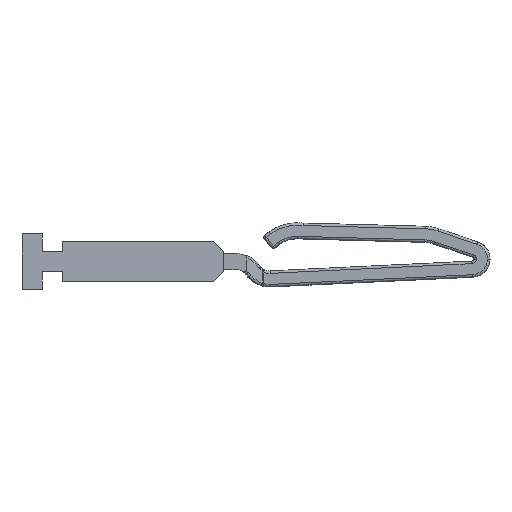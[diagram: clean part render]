
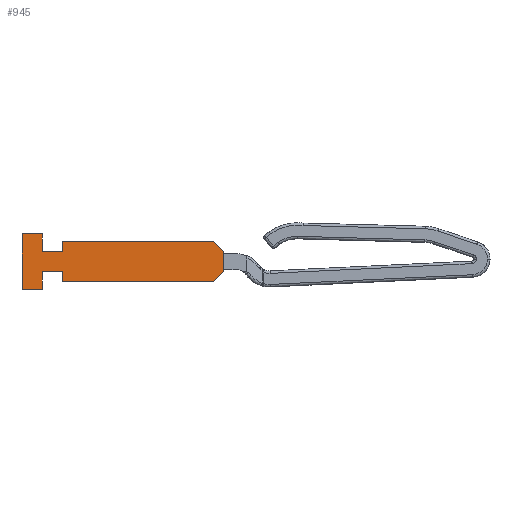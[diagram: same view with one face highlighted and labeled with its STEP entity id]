
A CAD part, left-side view. The second image highlights one B-rep face of the part: STEP entity #945.
In plain terms, the highlighted planar face has unit normal (-1, 0, 0).
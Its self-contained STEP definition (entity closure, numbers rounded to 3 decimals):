
#79 = LINE ( 'NONE', #8657, #8799 ) ;
#188 = LINE ( 'NONE', #9807, #8380 ) ;
#319 = EDGE_CURVE ( 'NONE', #2748, #3691, #6603, .T. ) ;
#322 = VERTEX_POINT ( 'NONE', #4656 ) ;
#554 = ORIENTED_EDGE ( 'NONE', *, *, #8966, .F. ) ;
#658 = FACE_OUTER_BOUND ( 'NONE', #5984, .T. ) ;
#901 = EDGE_CURVE ( 'NONE', #8696, #5671, #7394, .T. ) ;
#910 = CARTESIAN_POINT ( 'NONE',  ( -1.75, 11.206, 0.164 ) ) ;
#945 = ADVANCED_FACE ( 'NONE', ( #658 ), #7430, .T. ) ;
#1033 = EDGE_CURVE ( 'NONE', #8337, #8696, #10267, .T. ) ;
#1180 = EDGE_CURVE ( 'NONE', #322, #8337, #4200, .T. ) ;
#1256 = CARTESIAN_POINT ( 'NONE',  ( -1.75, 3.206, -0.836 ) ) ;
#1266 = CARTESIAN_POINT ( 'NONE',  ( -1.75, 11.206, -0.836 ) ) ;
#1314 = ORIENTED_EDGE ( 'NONE', *, *, #901, .F. ) ;
#1327 = CARTESIAN_POINT ( 'NONE',  ( -1.75, 12.206, -0.836 ) ) ;
#1346 = EDGE_CURVE ( 'NONE', #5080, #322, #8986, .T. ) ;
#1352 = VERTEX_POINT ( 'NONE', #3150 ) ;
#1448 = VERTEX_POINT ( 'NONE', #8573 ) ;
#1544 = DIRECTION ( 'NONE',  ( 0., 0., 1. ) ) ;
#1590 = ORIENTED_EDGE ( 'NONE', *, *, #6511, .F. ) ;
#1607 = ORIENTED_EDGE ( 'NONE', *, *, #7254, .F. ) ;
#1767 = ORIENTED_EDGE ( 'NONE', *, *, #1033, .F. ) ;
#1780 = DIRECTION ( 'NONE',  ( 0., 0., 1. ) ) ;
#1903 = DIRECTION ( 'NONE',  ( 0., 1., 0. ) ) ;
#1970 = VECTOR ( 'NONE', #9698, 1000. ) ;
#1974 = VECTOR ( 'NONE', #1903, 1000. ) ;
#2182 = DIRECTION ( 'NONE',  ( -1., 0., 0. ) ) ;
#2352 = CARTESIAN_POINT ( 'NONE',  ( -1.75, 12.206, 1.039 ) ) ;
#2687 = ORIENTED_EDGE ( 'NONE', *, *, #319, .T. ) ;
#2748 = VERTEX_POINT ( 'NONE', #4988 ) ;
#2758 = VECTOR ( 'NONE', #4646, 1000. ) ;
#2884 = VECTOR ( 'NONE', #4908, 1000. ) ;
#2940 = VERTEX_POINT ( 'NONE', #6873 ) ;
#3003 = CARTESIAN_POINT ( 'NONE',  ( -1.75, 3.706, -1.336 ) ) ;
#3150 = CARTESIAN_POINT ( 'NONE',  ( -1.75, 11.206, 0.664 ) ) ;
#3210 = CARTESIAN_POINT ( 'NONE',  ( -1.75, 12.206, 0.164 ) ) ;
#3447 = CARTESIAN_POINT ( 'NONE',  ( -1.75, 13.206, 1.039 ) ) ;
#3579 = DIRECTION ( 'NONE',  ( 0., -0.707, -0.707 ) ) ;
#3602 = AXIS2_PLACEMENT_3D ( 'NONE', #7214, #2182, #8066 ) ;
#3691 = VERTEX_POINT ( 'NONE', #4095 ) ;
#3749 = CARTESIAN_POINT ( 'NONE',  ( -1.75, 11.206, 0.164 ) ) ;
#3788 = CARTESIAN_POINT ( 'NONE',  ( -1.75, 12.206, -1.711 ) ) ;
#3790 = DIRECTION ( 'NONE',  ( 0., 0., -1. ) ) ;
#3898 = EDGE_CURVE ( 'NONE', #6641, #3691, #8711, .T. ) ;
#4095 = CARTESIAN_POINT ( 'NONE',  ( -1.75, 11.206, -1.336 ) ) ;
#4200 = LINE ( 'NONE', #3788, #1970 ) ;
#4388 = CARTESIAN_POINT ( 'NONE',  ( -1.75, 3.706, -1.336 ) ) ;
#4646 = DIRECTION ( 'NONE',  ( 0., 0., -1. ) ) ;
#4656 = CARTESIAN_POINT ( 'NONE',  ( -1.75, 12.206, -1.711 ) ) ;
#4673 = VECTOR ( 'NONE', #8828, 1000. ) ;
#4908 = DIRECTION ( 'NONE',  ( 0., 0., -1. ) ) ;
#4950 = LINE ( 'NONE', #5379, #6670 ) ;
#4988 = CARTESIAN_POINT ( 'NONE',  ( -1.75, 11.206, -0.836 ) ) ;
#4990 = LINE ( 'NONE', #1256, #2758 ) ;
#5021 = ORIENTED_EDGE ( 'NONE', *, *, #7092, .F. ) ;
#5080 = VERTEX_POINT ( 'NONE', #1327 ) ;
#5122 = VECTOR ( 'NONE', #9929, 1000. ) ;
#5227 = ORIENTED_EDGE ( 'NONE', *, *, #1346, .F. ) ;
#5337 = CARTESIAN_POINT ( 'NONE',  ( -1.75, 13.206, -1.711 ) ) ;
#5379 = CARTESIAN_POINT ( 'NONE',  ( -1.75, 3.706, 0.664 ) ) ;
#5477 = VECTOR ( 'NONE', #5989, 1000. ) ;
#5511 = DIRECTION ( 'NONE',  ( 0., -1., 0. ) ) ;
#5667 = DIRECTION ( 'NONE',  ( 0., 0., -1. ) ) ;
#5671 = VERTEX_POINT ( 'NONE', #10159 ) ;
#5694 = EDGE_CURVE ( 'NONE', #5080, #2748, #7741, .T. ) ;
#5771 = ORIENTED_EDGE ( 'NONE', *, *, #5694, .T. ) ;
#5984 = EDGE_LOOP ( 'NONE', ( #5771, #2687, #9080, #1590, #554, #9510, #8433, #8012, #5021, #1607, #1314, #1767, #9165, #5227 ) ) ;
#5989 = DIRECTION ( 'NONE',  ( 0., -1., 0. ) ) ;
#6052 = VECTOR ( 'NONE', #1544, 1000. ) ;
#6084 = EDGE_CURVE ( 'NONE', #2940, #6439, #6260, .T. ) ;
#6223 = EDGE_CURVE ( 'NONE', #1352, #2940, #4950, .T. ) ;
#6260 = LINE ( 'NONE', #6963, #6531 ) ;
#6379 = EDGE_CURVE ( 'NONE', #9413, #1352, #7855, .T. ) ;
#6439 = VERTEX_POINT ( 'NONE', #6885 ) ;
#6511 = EDGE_CURVE ( 'NONE', #1448, #6641, #79, .T. ) ;
#6531 = VECTOR ( 'NONE', #3579, 1000. ) ;
#6574 = CARTESIAN_POINT ( 'NONE',  ( -1.75, 13.206, -1.711 ) ) ;
#6603 = LINE ( 'NONE', #1266, #9507 ) ;
#6641 = VERTEX_POINT ( 'NONE', #3003 ) ;
#6670 = VECTOR ( 'NONE', #5511, 1000. ) ;
#6798 = CARTESIAN_POINT ( 'NONE',  ( -1.75, 11.206, -0.836 ) ) ;
#6873 = CARTESIAN_POINT ( 'NONE',  ( -1.75, 3.706, 0.664 ) ) ;
#6885 = CARTESIAN_POINT ( 'NONE',  ( -1.75, 3.206, 0.164 ) ) ;
#6916 = LINE ( 'NONE', #3749, #4673 ) ;
#6963 = CARTESIAN_POINT ( 'NONE',  ( -1.75, 3.206, 0.164 ) ) ;
#7092 = EDGE_CURVE ( 'NONE', #10052, #9413, #6916, .T. ) ;
#7214 = CARTESIAN_POINT ( 'NONE',  ( -1.75, 0., 0. ) ) ;
#7254 = EDGE_CURVE ( 'NONE', #5671, #10052, #188, .T. ) ;
#7394 = LINE ( 'NONE', #2352, #5122 ) ;
#7430 = PLANE ( 'NONE',  #3602 ) ;
#7609 = VECTOR ( 'NONE', #1780, 1000. ) ;
#7741 = LINE ( 'NONE', #6798, #5477 ) ;
#7855 = LINE ( 'NONE', #910, #7609 ) ;
#8012 = ORIENTED_EDGE ( 'NONE', *, *, #6379, .F. ) ;
#8066 = DIRECTION ( 'NONE',  ( 0., 0., 1. ) ) ;
#8337 = VERTEX_POINT ( 'NONE', #5337 ) ;
#8380 = VECTOR ( 'NONE', #5667, 1000. ) ;
#8433 = ORIENTED_EDGE ( 'NONE', *, *, #6223, .F. ) ;
#8573 = CARTESIAN_POINT ( 'NONE',  ( -1.75, 3.206, -0.836 ) ) ;
#8657 = CARTESIAN_POINT ( 'NONE',  ( -1.75, 3.706, -1.336 ) ) ;
#8695 = DIRECTION ( 'NONE',  ( 0., 0.707, -0.707 ) ) ;
#8696 = VERTEX_POINT ( 'NONE', #3447 ) ;
#8711 = LINE ( 'NONE', #4388, #1974 ) ;
#8799 = VECTOR ( 'NONE', #8695, 1000. ) ;
#8828 = DIRECTION ( 'NONE',  ( 0., -1., 0. ) ) ;
#8966 = EDGE_CURVE ( 'NONE', #6439, #1448, #4990, .T. ) ;
#8986 = LINE ( 'NONE', #9963, #2884 ) ;
#9080 = ORIENTED_EDGE ( 'NONE', *, *, #3898, .F. ) ;
#9165 = ORIENTED_EDGE ( 'NONE', *, *, #1180, .F. ) ;
#9413 = VERTEX_POINT ( 'NONE', #9876 ) ;
#9507 = VECTOR ( 'NONE', #3790, 1000. ) ;
#9510 = ORIENTED_EDGE ( 'NONE', *, *, #6084, .F. ) ;
#9698 = DIRECTION ( 'NONE',  ( 0., 1., 0. ) ) ;
#9807 = CARTESIAN_POINT ( 'NONE',  ( -1.75, 12.206, 1.039 ) ) ;
#9876 = CARTESIAN_POINT ( 'NONE',  ( -1.75, 11.206, 0.164 ) ) ;
#9929 = DIRECTION ( 'NONE',  ( 0., -1., 0. ) ) ;
#9963 = CARTESIAN_POINT ( 'NONE',  ( -1.75, 12.206, -1.336 ) ) ;
#10052 = VERTEX_POINT ( 'NONE', #3210 ) ;
#10159 = CARTESIAN_POINT ( 'NONE',  ( -1.75, 12.206, 1.039 ) ) ;
#10267 = LINE ( 'NONE', #6574, #6052 ) ;
